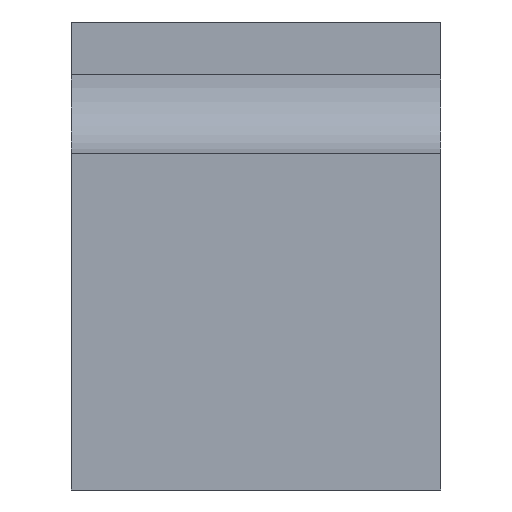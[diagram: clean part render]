
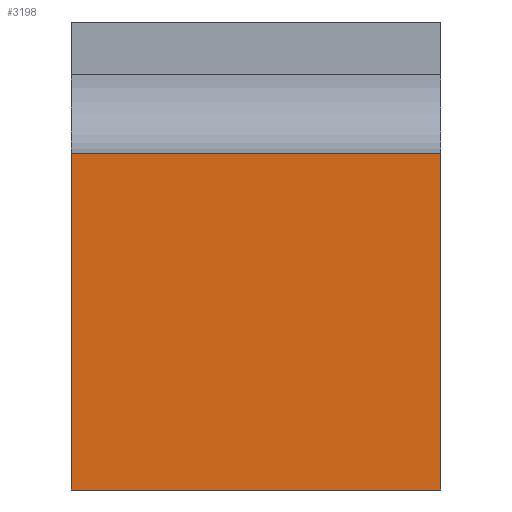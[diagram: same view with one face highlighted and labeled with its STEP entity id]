
A CAD part, left-side view. The second image highlights one B-rep face of the part: STEP entity #3198.
In plain terms, the highlighted planar face has unit normal (-1, 0, 0).
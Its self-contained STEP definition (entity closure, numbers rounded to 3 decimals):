
#259=FACE_OUTER_BOUND('',#441,.T.);
#441=EDGE_LOOP('',(#2852,#2853,#2854,#2855));
#845=LINE('',#5156,#1251);
#847=LINE('',#5161,#1253);
#848=LINE('',#5162,#1254);
#849=LINE('',#5163,#1255);
#1251=VECTOR('',#4246,10.);
#1253=VECTOR('',#4250,10.);
#1254=VECTOR('',#4251,10.);
#1255=VECTOR('',#4252,10.);
#1540=VERTEX_POINT('',#5153);
#1541=VERTEX_POINT('',#5155);
#1542=VERTEX_POINT('',#5159);
#1543=VERTEX_POINT('',#5160);
#1983=EDGE_CURVE('',#1540,#1541,#845,.T.);
#1985=EDGE_CURVE('',#1542,#1543,#847,.T.);
#1986=EDGE_CURVE('',#1541,#1542,#848,.T.);
#1987=EDGE_CURVE('',#1543,#1540,#849,.T.);
#2852=ORIENTED_EDGE('',*,*,#1985,.F.);
#2853=ORIENTED_EDGE('',*,*,#1986,.F.);
#2854=ORIENTED_EDGE('',*,*,#1983,.F.);
#2855=ORIENTED_EDGE('',*,*,#1987,.F.);
#3026=PLANE('',#3426);
#3198=ADVANCED_FACE('',(#259),#3026,.T.);
#3426=AXIS2_PLACEMENT_3D('',#5158,#4248,#4249);
#4246=DIRECTION('',(0.,-1.,0.));
#4248=DIRECTION('center_axis',(-1.,0.,0.));
#4249=DIRECTION('ref_axis',(0.,-1.,0.));
#4250=DIRECTION('',(0.,1.,0.));
#4251=DIRECTION('',(0.,0.,-1.));
#4252=DIRECTION('',(0.,0.,1.));
#5153=CARTESIAN_POINT('',(-182.5,14.,-20.035));
#5155=CARTESIAN_POINT('',(-182.5,-14.,-20.035));
#5156=CARTESIAN_POINT('',(-182.5,14.,-20.035));
#5158=CARTESIAN_POINT('Origin',(-182.5,14.,-30.035));
#5159=CARTESIAN_POINT('',(-182.5,-14.,-45.535));
#5160=CARTESIAN_POINT('',(-182.5,14.,-45.535));
#5161=CARTESIAN_POINT('',(-182.5,7.,-45.535));
#5162=CARTESIAN_POINT('',(-182.5,-14.,-42.535));
#5163=CARTESIAN_POINT('',(-182.5,14.,-42.535));
